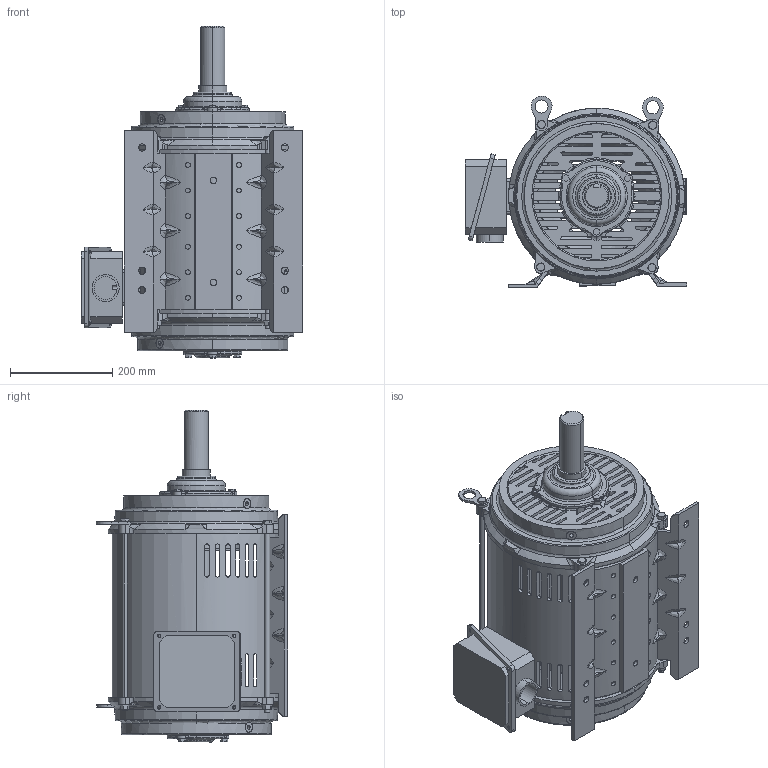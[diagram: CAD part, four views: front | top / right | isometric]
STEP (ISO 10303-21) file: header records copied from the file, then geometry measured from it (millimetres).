
FILE_DESCRIPTION (( 'STEP AP214' ), '1' );
FILE_NAME ('SS620687-284T_RevC R1 Good Coord.STEP', '2021-04-05T17:04:25', ( '' ), ( '' ), 'SwSTEP 2.0', 'SolidWorks 2017', '' );
FILE_SCHEMA (( 'AUTOMOTIVE_DESIGN' ));
Length unit declared in the file: inch
Products named in the file (1): SS620687-284T_RevC R1 Good Coord
Bounding box: 433.18 x 375.3 x 650.3 mm (x, y, z)
Volume: 11166102.1 mm3; surface area: 2442300.7 mm2
Topology: 30 solids, 30 shells, 2431 faces, 7004 edges, 4569 vertices
Faces by surface type: cylinder 1083, plane 767, bspline 210, torus 194, cone 177
Entity records: 115313 total; most frequent: CARTESIAN_POINT 53371, ORIENTED_EDGE 13960, DIRECTION 11626, EDGE_CURVE 6980, VERTEX_POINT 4569, AXIS2_PLACEMENT_3D 4434, EDGE_LOOP 2763, LINE 2758
